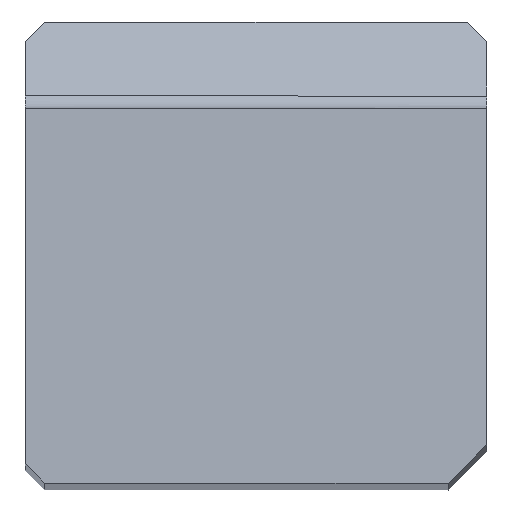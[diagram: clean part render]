
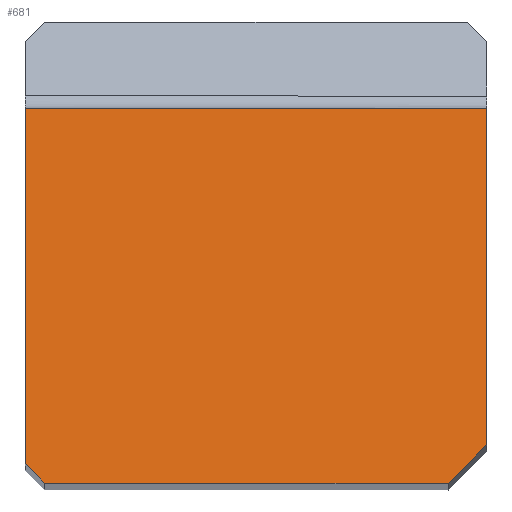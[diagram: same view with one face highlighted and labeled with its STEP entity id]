
A CAD part, top view. The second image highlights one B-rep face of the part: STEP entity #681.
In plain terms, the highlighted planar face has unit normal (0.334, 0, 0.943).
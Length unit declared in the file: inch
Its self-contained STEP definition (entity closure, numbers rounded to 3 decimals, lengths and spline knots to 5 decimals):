
#64 = DIRECTION ( 'NONE',  ( -0.686, 0.686, 0.243 ) ) ;
#182 = ORIENTED_EDGE ( 'NONE', *, *, #3794, .F. ) ;
#205 = LINE ( 'NONE', #6149, #1817 ) ;
#259 = VECTOR ( 'NONE', #4250, 39.37008 ) ;
#390 = LINE ( 'NONE', #4420, #5725 ) ;
#448 = ORIENTED_EDGE ( 'NONE', *, *, #4021, .F. ) ;
#451 = LINE ( 'NONE', #4901, #259 ) ;
#507 = CARTESIAN_POINT ( 'NONE',  ( 0., -0.09843, 0. ) ) ;
#681 = ADVANCED_FACE ( 'NONE', ( #6208 ), #4710, .F. ) ;
#686 = LINE ( 'NONE', #2661, #995 ) ;
#711 = VERTEX_POINT ( 'NONE', #5759 ) ;
#941 = DIRECTION ( 'NONE',  ( -0.686, -0.686, 0.243 ) ) ;
#995 = VECTOR ( 'NONE', #4551, 39.37008 ) ;
#1111 = ORIENTED_EDGE ( 'NONE', *, *, #2528, .F. ) ;
#1218 = CARTESIAN_POINT ( 'NONE',  ( 0., -0.7874, 0. ) ) ;
#1240 = EDGE_CURVE ( 'NONE', #5521, #3947, #390, .T. ) ;
#1344 = LINE ( 'NONE', #5317, #3474 ) ;
#1373 = DIRECTION ( 'NONE',  ( 0., -1., 0. ) ) ;
#1581 = CARTESIAN_POINT ( 'NONE',  ( -0.90551, -0.86614, 0.32116 ) ) ;
#1643 = CARTESIAN_POINT ( 'NONE',  ( -0.07874, -0.86614, 0.02793 ) ) ;
#1686 = DIRECTION ( 'NONE',  ( 0.942, 0., -0.334 ) ) ;
#1817 = VECTOR ( 'NONE', #1686, 39.37008 ) ;
#2234 = DIRECTION ( 'NONE',  ( -0.942, 0., 0.334 ) ) ;
#2528 = EDGE_CURVE ( 'NONE', #3670, #6268, #4061, .T. ) ;
#2661 = CARTESIAN_POINT ( 'NONE',  ( -0.07874, -0.86614, 0.02793 ) ) ;
#3193 = VERTEX_POINT ( 'NONE', #507 ) ;
#3214 = CARTESIAN_POINT ( 'NONE',  ( 0., 0.07874, 0. ) ) ;
#3474 = VECTOR ( 'NONE', #1373, 39.37008 ) ;
#3670 = VERTEX_POINT ( 'NONE', #4514 ) ;
#3794 = EDGE_CURVE ( 'NONE', #3193, #5521, #1344, .T. ) ;
#3947 = VERTEX_POINT ( 'NONE', #1643 ) ;
#4021 = EDGE_CURVE ( 'NONE', #6268, #711, #451, .T. ) ;
#4055 = ORIENTED_EDGE ( 'NONE', *, *, #1240, .F. ) ;
#4061 = LINE ( 'NONE', #1581, #4743 ) ;
#4093 = ORIENTED_EDGE ( 'NONE', *, *, #6290, .F. ) ;
#4100 = CARTESIAN_POINT ( 'NONE',  ( -0.94488, -0.82677, 0.33512 ) ) ;
#4230 = ORIENTED_EDGE ( 'NONE', *, *, #6300, .F. ) ;
#4250 = DIRECTION ( 'NONE',  ( 0., 1., 0. ) ) ;
#4257 = AXIS2_PLACEMENT_3D ( 'NONE', #3214, #6238, #2234 ) ;
#4420 = CARTESIAN_POINT ( 'NONE',  ( 0., -0.7874, 0. ) ) ;
#4514 = CARTESIAN_POINT ( 'NONE',  ( -0.90551, -0.86614, 0.32116 ) ) ;
#4551 = DIRECTION ( 'NONE',  ( -0.942, 0., 0.334 ) ) ;
#4710 = PLANE ( 'NONE',  #4257 ) ;
#4743 = VECTOR ( 'NONE', #64, 39.37008 ) ;
#4901 = CARTESIAN_POINT ( 'NONE',  ( -0.94488, 0.07874, 0.33512 ) ) ;
#4994 = EDGE_LOOP ( 'NONE', ( #4230, #448, #1111, #4093, #4055, #182 ) ) ;
#5317 = CARTESIAN_POINT ( 'NONE',  ( 0., 0.07874, 0. ) ) ;
#5521 = VERTEX_POINT ( 'NONE', #1218 ) ;
#5725 = VECTOR ( 'NONE', #941, 39.37008 ) ;
#5759 = CARTESIAN_POINT ( 'NONE',  ( -0.94488, -0.09843, 0.33512 ) ) ;
#6149 = CARTESIAN_POINT ( 'NONE',  ( 0., -0.09843, 0. ) ) ;
#6208 = FACE_OUTER_BOUND ( 'NONE', #4994, .T. ) ;
#6238 = DIRECTION ( 'NONE',  ( -0.334, 0., -0.942 ) ) ;
#6268 = VERTEX_POINT ( 'NONE', #4100 ) ;
#6290 = EDGE_CURVE ( 'NONE', #3947, #3670, #686, .T. ) ;
#6300 = EDGE_CURVE ( 'NONE', #711, #3193, #205, .T. ) ;
